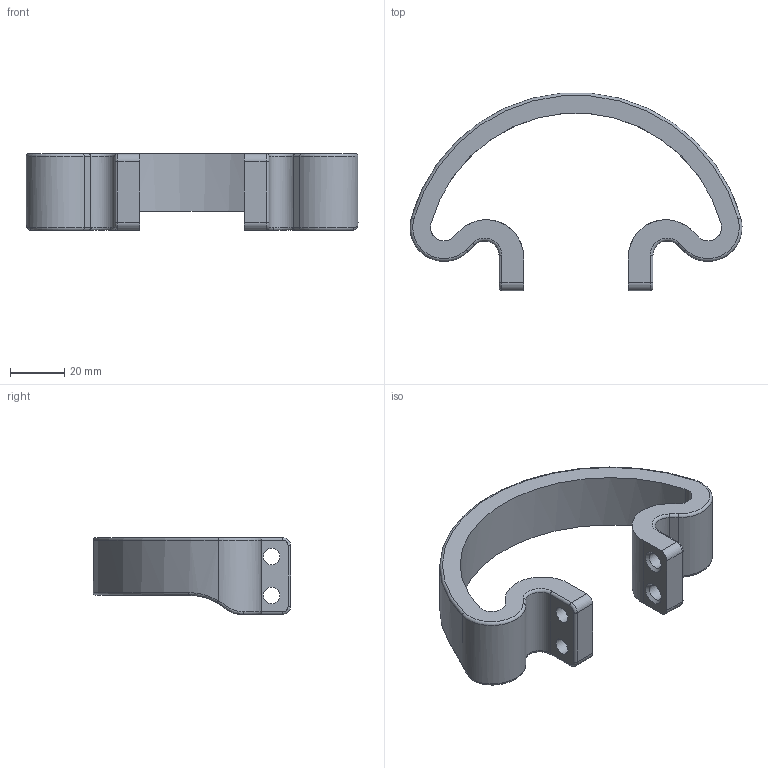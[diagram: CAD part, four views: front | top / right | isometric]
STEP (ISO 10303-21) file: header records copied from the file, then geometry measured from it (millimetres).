
FILE_DESCRIPTION(/* description */ (''),/* implementation_level */ '2;1');
FILE_NAME(/* name */ 'ShoulderBumper.stp',/* time_stamp */ '2024-04-28T19:47:21+09:00',/* author */ ('masato'),/* organization */ (''),/* preprocessor_version */ 'ST-DEVELOPER v20',/* originating_system */ 'Autodesk Inventor 2024',/* authorisation */ '');
FILE_SCHEMA (('AUTOMOTIVE_DESIGN { 1 0 10303 214 3 1 1 }'));
Length unit declared in the file: millimetre
Products named in the file (1): ShoulderBumper
Bounding box: 121.86 x 72.48 x 28.25 mm (x, y, z)
Volume: 50813 mm3; surface area: 18271.8 mm2
Topology: 1 solids, 1 shells, 78 faces, 190 edges, 114 vertices
Faces by surface type: cylinder 34, plane 16, torus 16, bspline 8, cone 4
Full cylindrical faces by diameter (mm): 6.1 x4
Entity records: 2638 total; most frequent: CARTESIAN_POINT 760, DIRECTION 396, ORIENTED_EDGE 380, EDGE_CURVE 190, AXIS2_PLACEMENT_3D 163, VERTEX_POINT 114, CIRCLE 90, EDGE_LOOP 86
